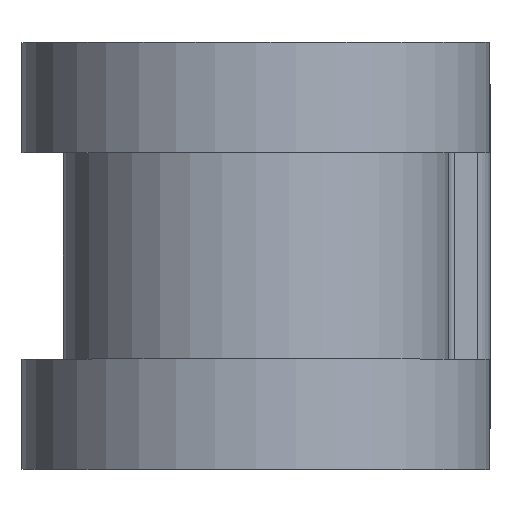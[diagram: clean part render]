
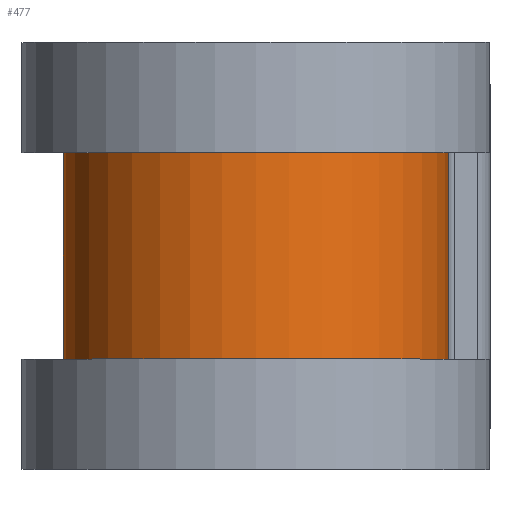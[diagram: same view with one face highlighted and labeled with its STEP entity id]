
A CAD part, top view. The second image highlights one B-rep face of the part: STEP entity #477.
In plain terms, the highlighted cylindrical face has radius 7.099 mm (diameter 14.199 mm), a partial arc.
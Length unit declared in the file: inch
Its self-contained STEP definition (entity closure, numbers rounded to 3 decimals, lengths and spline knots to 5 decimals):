
#19 = DIRECTION ( 'NONE',  ( 0., -1., 0. ) ) ;
#74 = ORIENTED_EDGE ( 'NONE', *, *, #1483, .F. ) ;
#142 = CARTESIAN_POINT ( 'NONE',  ( 0., -0.15, 0. ) ) ;
#191 = EDGE_CURVE ( 'NONE', #315, #1472, #1668, .T. ) ;
#235 = VECTOR ( 'NONE', #1060, 39.37008 ) ;
#243 = AXIS2_PLACEMENT_3D ( 'NONE', #1735, #383, #1430 ) ;
#261 = CARTESIAN_POINT ( 'NONE',  ( 0., 0.15, -0.2795 ) ) ;
#315 = VERTEX_POINT ( 'NONE', #1127 ) ;
#383 = DIRECTION ( 'NONE',  ( 0., -1., 0. ) ) ;
#434 = CARTESIAN_POINT ( 'NONE',  ( 0., 0.25, -0.2795 ) ) ;
#477 = ADVANCED_FACE ( 'NONE', ( #1236 ), #1195, .T. ) ;
#489 = CARTESIAN_POINT ( 'NONE',  ( 0., 0.15, 0. ) ) ;
#490 = CARTESIAN_POINT ( 'NONE',  ( 0., -0.15, -0.2795 ) ) ;
#497 = DIRECTION ( 'NONE',  ( 0., -1., 0. ) ) ;
#516 = CIRCLE ( 'NONE', #999, 0.2795 ) ;
#545 = LINE ( 'NONE', #434, #553 ) ;
#553 = VECTOR ( 'NONE', #809, 39.37008 ) ;
#595 = DIRECTION ( 'NONE',  ( 0., 0., -1. ) ) ;
#722 = EDGE_CURVE ( 'NONE', #1472, #951, #545, .T. ) ;
#802 = EDGE_CURVE ( 'NONE', #1257, #951, #516, .T. ) ;
#808 = ORIENTED_EDGE ( 'NONE', *, *, #191, .T. ) ;
#809 = DIRECTION ( 'NONE',  ( 0., -1., 0. ) ) ;
#897 = LINE ( 'NONE', #923, #235 ) ;
#923 = CARTESIAN_POINT ( 'NONE',  ( 0.2795, 0.25, 0. ) ) ;
#951 = VERTEX_POINT ( 'NONE', #490 ) ;
#963 = ORIENTED_EDGE ( 'NONE', *, *, #802, .F. ) ;
#999 = AXIS2_PLACEMENT_3D ( 'NONE', #142, #19, #1714 ) ;
#1060 = DIRECTION ( 'NONE',  ( 0., -1., 0. ) ) ;
#1098 = AXIS2_PLACEMENT_3D ( 'NONE', #489, #497, #595 ) ;
#1127 = CARTESIAN_POINT ( 'NONE',  ( 0.2795, 0.15, 0. ) ) ;
#1195 = CYLINDRICAL_SURFACE ( 'NONE', #243, 0.2795 ) ;
#1236 = FACE_OUTER_BOUND ( 'NONE', #1269, .T. ) ;
#1257 = VERTEX_POINT ( 'NONE', #1738 ) ;
#1269 = EDGE_LOOP ( 'NONE', ( #74, #808, #1605, #963 ) ) ;
#1430 = DIRECTION ( 'NONE',  ( 0., 0., -1. ) ) ;
#1472 = VERTEX_POINT ( 'NONE', #261 ) ;
#1483 = EDGE_CURVE ( 'NONE', #315, #1257, #897, .T. ) ;
#1605 = ORIENTED_EDGE ( 'NONE', *, *, #722, .T. ) ;
#1668 = CIRCLE ( 'NONE', #1098, 0.2795 ) ;
#1714 = DIRECTION ( 'NONE',  ( 0., 0., -1. ) ) ;
#1735 = CARTESIAN_POINT ( 'NONE',  ( 0., 0.25, 0. ) ) ;
#1738 = CARTESIAN_POINT ( 'NONE',  ( 0.2795, -0.15, 0. ) ) ;
